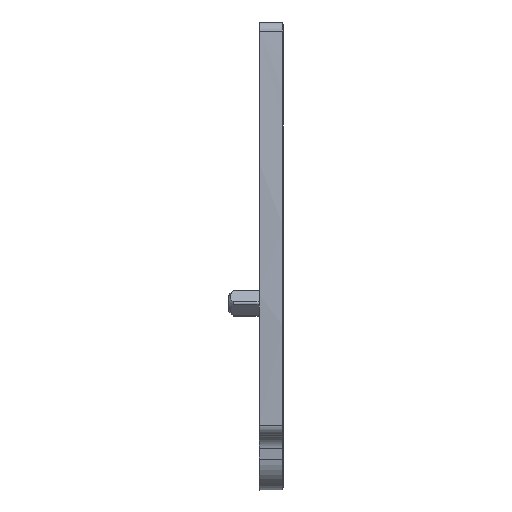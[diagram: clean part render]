
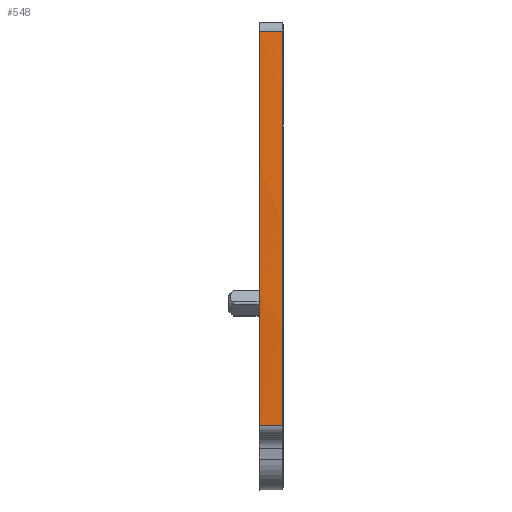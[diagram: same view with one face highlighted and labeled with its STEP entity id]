
A CAD part, front view. The second image highlights one B-rep face of the part: STEP entity #548.
In plain terms, the highlighted cylindrical face has radius 240 mm (diameter 480 mm), a partial arc.
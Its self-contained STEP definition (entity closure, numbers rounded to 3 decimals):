
#235=AXIS2_PLACEMENT_3D('Circle Axis2P3D',#233,#234,$) ;
#489=AXIS2_PLACEMENT_3D('Cylinder Axis2P3D',#486,#487,#488) ;
#507=AXIS2_PLACEMENT_3D('Circle Axis2P3D',#505,#506,$) ;
#521=AXIS2_PLACEMENT_3D('Circle Axis2P3D',#519,#520,$) ;
#535=AXIS2_PLACEMENT_3D('Circle Axis2P3D',#533,#534,$) ;
#132=CARTESIAN_POINT('Vertex',(3.,1.385,45.192)) ;
#230=CARTESIAN_POINT('Vertex',(3.,0.358,6.345)) ;
#233=CARTESIAN_POINT('Axis2P3D Location',(3.,240.,19.45)) ;
#486=CARTESIAN_POINT('Axis2P3D Location',(4.2,240.,19.45)) ;
#491=CARTESIAN_POINT('Line Origine',(4.2,1.385,45.192)) ;
#495=CARTESIAN_POINT('Vertex',(5.35,1.385,45.192)) ;
#498=CARTESIAN_POINT('Line Origine',(4.2,0.358,6.345)) ;
#502=CARTESIAN_POINT('Vertex',(5.35,0.358,6.345)) ;
#505=CARTESIAN_POINT('Axis2P3D Location',(5.35,240.,19.45)) ;
#509=CARTESIAN_POINT('Vertex',(5.35,0.555,35.765)) ;
#512=CARTESIAN_POINT('Line Origine',(4.2,0.555,35.765)) ;
#516=CARTESIAN_POINT('Vertex',(5.3,0.555,35.765)) ;
#519=CARTESIAN_POINT('Axis2P3D Location',(5.3,240.,19.45)) ;
#523=CARTESIAN_POINT('Vertex',(5.3,0.604,36.465)) ;
#526=CARTESIAN_POINT('Line Origine',(4.2,0.604,36.465)) ;
#530=CARTESIAN_POINT('Vertex',(5.35,0.604,36.465)) ;
#533=CARTESIAN_POINT('Axis2P3D Location',(5.35,240.,19.45)) ;
#234=DIRECTION('Axis2P3D Direction',(1.,0.,0.)) ;
#487=DIRECTION('Axis2P3D Direction',(1.,0.,0.)) ;
#488=DIRECTION('Axis2P3D XDirection',(0.,-0.994,0.107)) ;
#492=DIRECTION('Vector Direction',(1.,0.,0.)) ;
#499=DIRECTION('Vector Direction',(1.,0.,0.)) ;
#506=DIRECTION('Axis2P3D Direction',(1.,0.,0.)) ;
#513=DIRECTION('Vector Direction',(1.,0.,0.)) ;
#520=DIRECTION('Axis2P3D Direction',(1.,0.,0.)) ;
#527=DIRECTION('Vector Direction',(1.,0.,0.)) ;
#534=DIRECTION('Axis2P3D Direction',(1.,0.,0.)) ;
#493=VECTOR('Line Direction',#492,1.) ;
#500=VECTOR('Line Direction',#499,1.) ;
#514=VECTOR('Line Direction',#513,1.) ;
#528=VECTOR('Line Direction',#527,1.) ;
#539=ORIENTED_EDGE('',*,*,#497,.F.) ;
#540=ORIENTED_EDGE('',*,*,#237,.T.) ;
#541=ORIENTED_EDGE('',*,*,#504,.T.) ;
#542=ORIENTED_EDGE('',*,*,#511,.F.) ;
#543=ORIENTED_EDGE('',*,*,#518,.F.) ;
#544=ORIENTED_EDGE('',*,*,#525,.F.) ;
#545=ORIENTED_EDGE('',*,*,#532,.T.) ;
#546=ORIENTED_EDGE('',*,*,#537,.F.) ;
#548=ADVANCED_FACE('Brep With Voids',(#547),#490,.T.) ;
#236=CIRCLE('generated circle',#235,240.) ;
#508=CIRCLE('generated circle',#507,240.) ;
#522=CIRCLE('generated circle',#521,240.) ;
#536=CIRCLE('generated circle',#535,240.) ;
#490=CYLINDRICAL_SURFACE('generated cylinder',#489,240.) ;
#237=EDGE_CURVE('',#133,#231,#236,.T.) ;
#497=EDGE_CURVE('',#133,#496,#494,.T.) ;
#504=EDGE_CURVE('',#231,#503,#501,.T.) ;
#511=EDGE_CURVE('',#510,#503,#508,.T.) ;
#518=EDGE_CURVE('',#517,#510,#515,.T.) ;
#525=EDGE_CURVE('',#524,#517,#522,.T.) ;
#532=EDGE_CURVE('',#524,#531,#529,.T.) ;
#537=EDGE_CURVE('',#496,#531,#536,.T.) ;
#538=EDGE_LOOP('',(#539,#540,#541,#542,#543,#544,#545,#546)) ;
#547=FACE_OUTER_BOUND('',#538,.T.) ;
#494=LINE('Line',#491,#493) ;
#501=LINE('Line',#498,#500) ;
#515=LINE('Line',#512,#514) ;
#529=LINE('Line',#526,#528) ;
#133=VERTEX_POINT('',#132) ;
#231=VERTEX_POINT('',#230) ;
#496=VERTEX_POINT('',#495) ;
#503=VERTEX_POINT('',#502) ;
#510=VERTEX_POINT('',#509) ;
#517=VERTEX_POINT('',#516) ;
#524=VERTEX_POINT('',#523) ;
#531=VERTEX_POINT('',#530) ;
